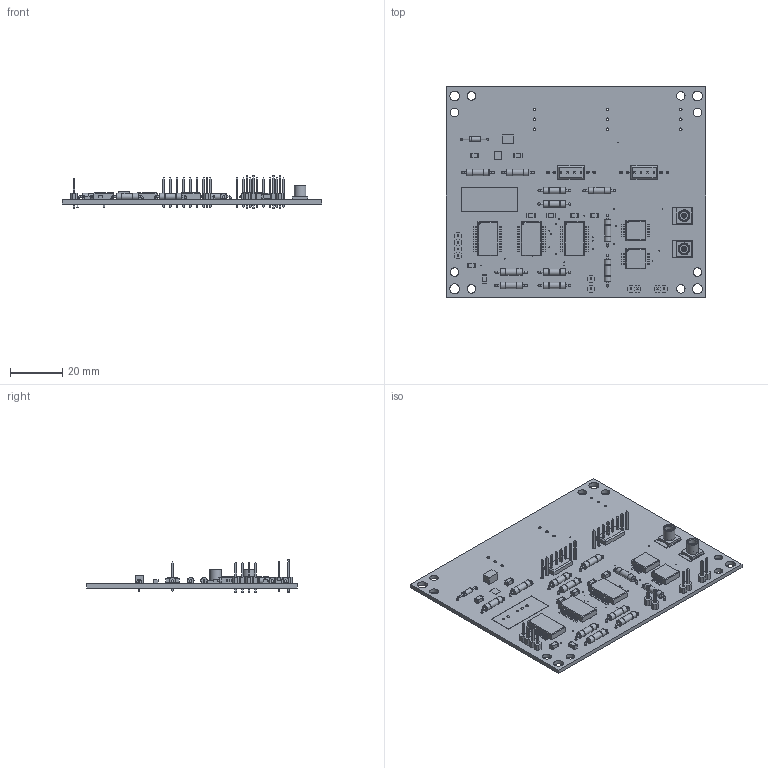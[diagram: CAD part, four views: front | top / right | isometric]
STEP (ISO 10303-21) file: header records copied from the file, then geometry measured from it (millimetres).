
FILE_DESCRIPTION(/* description */ (''),/* implementation_level */ '2;1');
FILE_NAME(/* name */ 'CRD v2.step',/* time_stamp */ '2022-02-05T16:50:45-05:00',/* author */ (''),/* organization */ (''),/* preprocessor_version */ 'ST-DEVELOPER v18.1',/* originating_system */ 'Autodesk Translation Framework v10.13.0.1454',/* authorisation */ '');
FILE_SCHEMA (('AUTOMOTIVE_DESIGN { 1 0 10303 214 3 1 1 }'));
Length unit declared in the file: millimetre
Products named in the file (17): CRD; PCB Component; Board; 1u; BAT19; 1X02; 29u; 1S7A_0512D1.5UP; 100k; LT1615ES5TRMPBF; SOIC127P1032X265-16N; HDRV8W64P254_1X8_1016X508X838B; SOIC127P1032X265-8N; MOLEX_73366-0061MOLEX_73366-0061_0_0; 1X04; 1X01; MCX
Assembly tree (41 placements, depth 3):
  CRD
    PCB Component
      Board
      1u  x8
      BAT19
      1X02  x2
      29u
      1S7A_0512D1.5UP
      100k  x11
      LT1615ES5TRMPBF
      SOIC127P1032X265-16N  x3
      HDRV8W64P254_1X8_1016X508X838B  x2
      SOIC127P1032X265-8N  x2
      MOLEX_73366-0061MOLEX_73366-0061_0_0  x2
      1X04
      1X01  x2
    MCX  x2
Bounding box: 99.04 x 80.31 x 12.64 mm (x, y, z)
Volume: 14475.1 mm3; surface area: 22036.6 mm2
Topology: 49 solids, 49 shells, 2071 faces, 5153 edges, 3341 vertices
Faces by surface type: plane 1481, cylinder 488, torus 92, cone 10
Full cylindrical faces by diameter (mm): 0.3 x5, 0.35 x38, 0.55 x4, 0.63 x44, 0.813 x2, 0.83 x22, 0.965 x9, 0.97 x2, 0.988 x2, 1 x5, 1.016 x10, 1.105 x16, 1.17 x2, 1.52 x8, 1.75 x1, 1.78 x1, 1.854 x2, 2.375 x11, 2.5 x22, 3.264 x8, 3.45 x2, 3.65 x2, 3.797 x4, 4.5 x2
Entity records: 29507 total; most frequent: CARTESIAN_POINT 4847, DIRECTION 4826, ORIENTED_EDGE 4666, EDGE_CURVE 2333, LINE 1804, VECTOR 1804, AXIS2_PLACEMENT_3D 1511, VERTEX_POINT 1508
